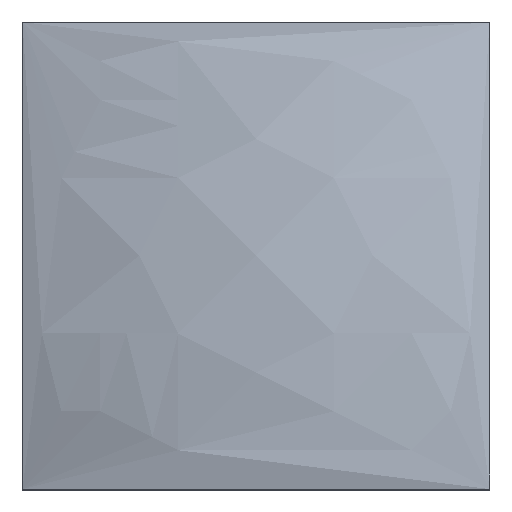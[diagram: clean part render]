
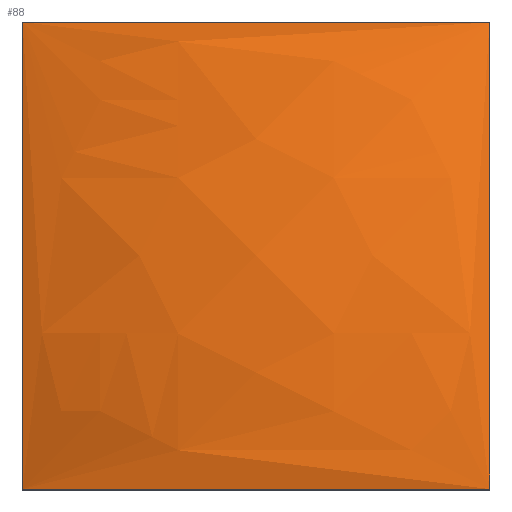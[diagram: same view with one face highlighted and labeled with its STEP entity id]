
A CAD part, top view. The second image highlights one B-rep face of the part: STEP entity #88.
In plain terms, the highlighted free-form (B-spline) face has degree [3, 3] with [4, 4] control points.
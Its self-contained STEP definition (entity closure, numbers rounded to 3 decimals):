
#63 = VERTEX_POINT('',#64);
#64 = CARTESIAN_POINT('',(0.,0.,1.));
#70 = EDGE_CURVE('',#63,#71,#73,.T.);
#71 = VERTEX_POINT('',#72);
#72 = CARTESIAN_POINT('',(1.,0.,1.2));
#73 = LINE('',#74,#75);
#74 = CARTESIAN_POINT('',(0.,0.,1.));
#75 = VECTOR('',#76,1.);
#76 = DIRECTION('',(0.981,0.,0.196));
#88 = ADVANCED_FACE('',(#89),#114,.T.);
#89 = FACE_BOUND('',#90,.T.);
#90 = EDGE_LOOP('',(#91,#99,#100,#108));
#91 = ORIENTED_EDGE('',*,*,#92,.F.);
#92 = EDGE_CURVE('',#63,#93,#95,.T.);
#93 = VERTEX_POINT('',#94);
#94 = CARTESIAN_POINT('',(0.,1.,1.2));
#95 = LINE('',#96,#97);
#96 = CARTESIAN_POINT('',(0.,0.,1.));
#97 = VECTOR('',#98,1.);
#98 = DIRECTION('',(0.,0.981,0.196));
#99 = ORIENTED_EDGE('',*,*,#70,.T.);
#100 = ORIENTED_EDGE('',*,*,#101,.T.);
#101 = EDGE_CURVE('',#71,#102,#104,.T.);
#102 = VERTEX_POINT('',#103);
#103 = CARTESIAN_POINT('',(1.,1.,0.8));
#104 = LINE('',#105,#106);
#105 = CARTESIAN_POINT('',(1.,0.,1.2));
#106 = VECTOR('',#107,1.);
#107 = DIRECTION('',(0.,0.928,-0.371));
#108 = ORIENTED_EDGE('',*,*,#109,.F.);
#109 = EDGE_CURVE('',#93,#102,#110,.T.);
#110 = LINE('',#111,#112);
#111 = CARTESIAN_POINT('',(0.,1.,1.2));
#112 = VECTOR('',#113,1.);
#113 = DIRECTION('',(0.928,0.,-0.371));
#114 = B_SPLINE_SURFACE_WITH_KNOTS('',3,3,(
    (#115,#116,#117,#118)
    ,(#119,#120,#121,#122)
    ,(#123,#124,#125,#126)
    ,(#127,#128,#129,#130
    )),.UNSPECIFIED.,.F.,.F.,.F.,(4,4),(4,4),(0.,1.),(0.,1.),
  .PIECEWISE_BEZIER_KNOTS.);
#115 = CARTESIAN_POINT('',(0.,0.,1.));
#116 = CARTESIAN_POINT('',(0.,0.333,1.067));
#117 = CARTESIAN_POINT('',(0.,0.667,1.133));
#118 = CARTESIAN_POINT('',(0.,1.,1.2));
#119 = CARTESIAN_POINT('',(0.333,0.,1.067));
#120 = CARTESIAN_POINT('',(0.333,0.333,1.067)
  );
#121 = CARTESIAN_POINT('',(0.333,0.667,1.067)
  );
#122 = CARTESIAN_POINT('',(0.333,1.,1.067));
#123 = CARTESIAN_POINT('',(0.667,0.,1.133));
#124 = CARTESIAN_POINT('',(0.667,0.333,1.067)
  );
#125 = CARTESIAN_POINT('',(0.667,0.667,1.));
#126 = CARTESIAN_POINT('',(0.667,1.,0.933));
#127 = CARTESIAN_POINT('',(1.,0.,1.2));
#128 = CARTESIAN_POINT('',(1.,0.333,1.067));
#129 = CARTESIAN_POINT('',(1.,0.667,0.933));
#130 = CARTESIAN_POINT('',(1.,1.,0.8));
